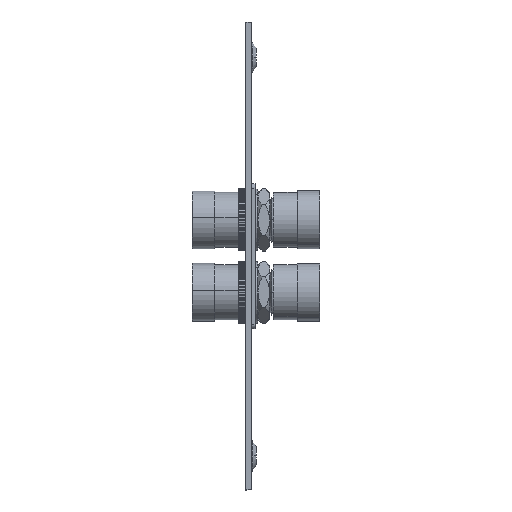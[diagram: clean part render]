
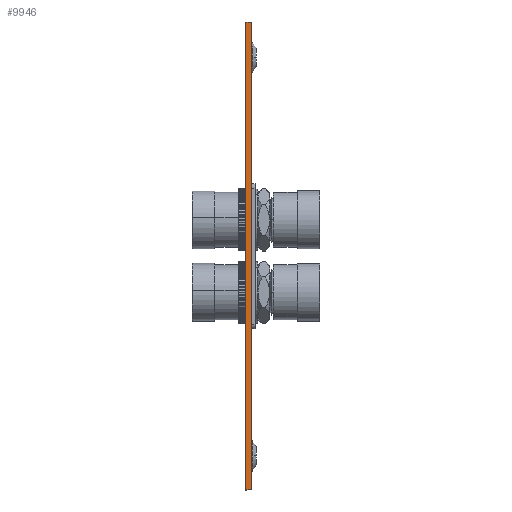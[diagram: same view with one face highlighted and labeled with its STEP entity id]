
A CAD part, left-side view. The second image highlights one B-rep face of the part: STEP entity #9946.
In plain terms, the highlighted planar face has unit normal (-1, 0, 0).
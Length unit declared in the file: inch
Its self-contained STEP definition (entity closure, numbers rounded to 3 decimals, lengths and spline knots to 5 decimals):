
#5205 = CARTESIAN_POINT ( 'NONE',  ( -1.34, 0., 1.615 ) ) ;
#5219 = LINE ( 'NONE', #5248, #5247 ) ;
#5246 = DIRECTION ( 'NONE',  ( 0., -1., 0. ) ) ;
#5247 = VECTOR ( 'NONE', #5246, 39.37008 ) ;
#5248 = CARTESIAN_POINT ( 'NONE',  ( -1.34, 0.04, 1.615 ) ) ;
#5266 = CARTESIAN_POINT ( 'NONE',  ( -1.34, 0.04, -1.615 ) ) ;
#5267 = DIRECTION ( 'NONE',  ( 0., 0., 1. ) ) ;
#5272 = FACE_OUTER_BOUND ( 'NONE', #9800, .T. ) ;
#5273 = CARTESIAN_POINT ( 'NONE',  ( -1.34, 0., -1.615 ) ) ;
#5274 = AXIS2_PLACEMENT_3D ( 'NONE', #5266, #5327, #5267 ) ;
#5284 = PLANE ( 'NONE',  #5274 ) ;
#5287 = DIRECTION ( 'NONE',  ( 0., -1., 0. ) ) ;
#5288 = VECTOR ( 'NONE', #5287, 39.37008 ) ;
#5289 = CARTESIAN_POINT ( 'NONE',  ( -1.34, 0.04, -1.615 ) ) ;
#5290 = LINE ( 'NONE', #5289, #5288 ) ;
#5292 = DIRECTION ( 'NONE',  ( 0., 0., 1. ) ) ;
#5293 = VECTOR ( 'NONE', #5292, 39.37008 ) ;
#5294 = CARTESIAN_POINT ( 'NONE',  ( -1.34, 0., -1.615 ) ) ;
#5295 = LINE ( 'NONE', #5294, #5293 ) ;
#5327 = DIRECTION ( 'NONE',  ( -1., 0., 0. ) ) ;
#9736 = VERTEX_POINT ( 'NONE', #5205 ) ;
#9738 = ORIENTED_EDGE ( 'NONE', *, *, #16120, .F. ) ;
#9775 = ORIENTED_EDGE ( 'NONE', *, *, #9852, .T. ) ;
#9800 = EDGE_LOOP ( 'NONE', ( #9869, #9738, #9775, #9878 ) ) ;
#9814 = EDGE_CURVE ( 'NONE', #16314, #9736, #5219, .T. ) ;
#9842 = EDGE_CURVE ( 'NONE', #9928, #9736, #5295, .T. ) ;
#9852 = EDGE_CURVE ( 'NONE', #16141, #9928, #5290, .T. ) ;
#9869 = ORIENTED_EDGE ( 'NONE', *, *, #9814, .F. ) ;
#9878 = ORIENTED_EDGE ( 'NONE', *, *, #9842, .T. ) ;
#9928 = VERTEX_POINT ( 'NONE', #5273 ) ;
#9946 = ADVANCED_FACE ( 'NONE', ( #5272 ), #5284, .T. ) ;
#11499 = DIRECTION ( 'NONE',  ( 0., 0., 1. ) ) ;
#11500 = VECTOR ( 'NONE', #11499, 39.37008 ) ;
#11501 = CARTESIAN_POINT ( 'NONE',  ( -1.34, 0.04, -1.615 ) ) ;
#11502 = LINE ( 'NONE', #11501, #11500 ) ;
#11541 = CARTESIAN_POINT ( 'NONE',  ( -1.34, 0.04, -1.615 ) ) ;
#11790 = CARTESIAN_POINT ( 'NONE',  ( -1.34, 0.04, 1.615 ) ) ;
#16120 = EDGE_CURVE ( 'NONE', #16141, #16314, #11502, .T. ) ;
#16141 = VERTEX_POINT ( 'NONE', #11541 ) ;
#16314 = VERTEX_POINT ( 'NONE', #11790 ) ;
